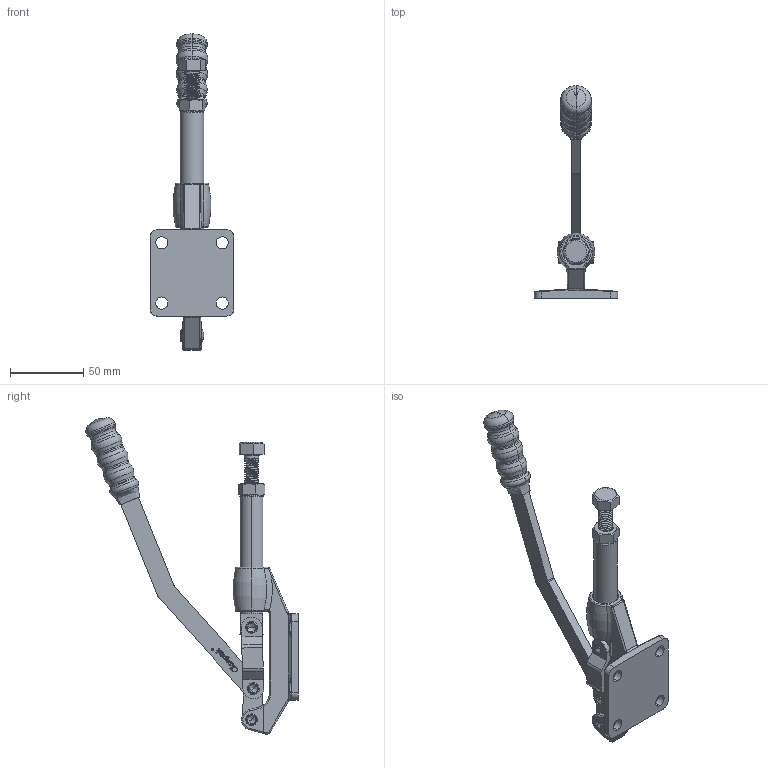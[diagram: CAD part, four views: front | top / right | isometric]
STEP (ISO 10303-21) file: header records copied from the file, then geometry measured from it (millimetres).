
FILE_DESCRIPTION (( 'STEP AP203' ), '1' );
FILE_NAME ('CH-304-EML.STEP', '2010-06-07T08:20:04', ( '微软用户' ), ( '微软中国' ), 'SwSTEP 2.0', 'SolidWorks 2008', '' );
FILE_SCHEMA (( 'CONFIG_CONTROL_DESIGN' ));
Products named in the file (9): M10 Nut_默认; M10X50_默认; 304-EML HAMDLE_默认; CH-304-EML; CH-304-EM-01 BASE_默认; CH-304-EM-02 CREST STALK_默认; CH-304-04 CONNECTING-PLATE_默认; CH-304-EML-07_默认; CH-304-06_默认
Assembly tree (11 placements, depth 2):
  CH-304-EML
    M10 Nut_默认
    CH-304-04 CONNECTING-PLATE_默认  x2
    CH-304-EML-07_默认
    CH-304-EM-01 BASE_默认
    CH-304-06_默认  x3
    CH-304-EM-02 CREST STALK_默认
    M10X50_默认
    304-EML HAMDLE_默认
Bounding box: 57.2 x 145 x 215.9 mm (x, y, z)
Volume: 97735.6 mm3; surface area: 48784.7 mm2
Topology: 11 solids, 11 shells, 845 faces, 2231 edges, 1425 vertices
Faces by surface type: plane 267, cylinder 251, bspline 209, torus 71, cone 45, sphere 2
Entity records: 38527 total; most frequent: CARTESIAN_POINT 20047, ORIENTED_EDGE 4164, DIRECTION 2885, EDGE_CURVE 2082, VERTEX_POINT 1345, VECTOR 1009, LINE 1009, AXIS2_PLACEMENT_3D 938
